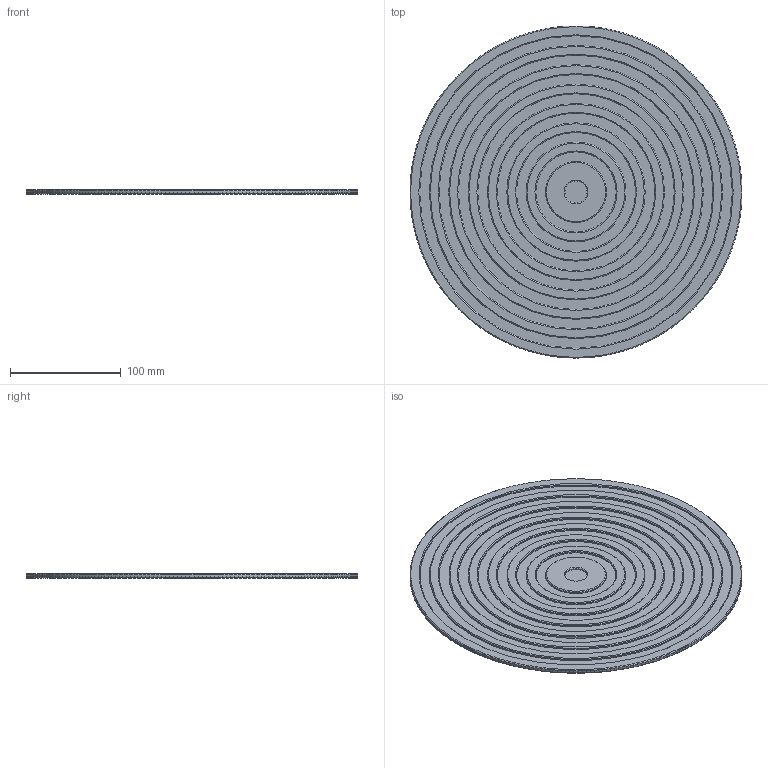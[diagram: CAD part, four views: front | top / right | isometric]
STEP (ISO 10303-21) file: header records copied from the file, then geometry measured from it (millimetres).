
FILE_DESCRIPTION(/* description */ ('','CAx-IF Rec.Pracs.---Representation and Presentation of Product Manufacturing Information (PMI)---4.0---2014-10-13'),/* implementation_level */ '2;1');
FILE_NAME(/* name */ 'SolarSystemRound-30cm v5.step',/* time_stamp */ '2025-01-04T19:25:22+08:00',/* author */ (''),/* organization */ (''),/* preprocessor_version */ 'ST-DEVELOPER v20',/* originating_system */ 'Autodesk Translation Framework v13.20.0.188',/* authorisation */ '');
FILE_SCHEMA (('AP242_MANAGED_MODEL_BASED_3D_ENGINEERING_MIM_LF { 1 0 10303 442 1 1 4 }'));
Length unit declared in the file: millimetre
Products named in the file (1): SolarSystemRound-30cm
Bounding box: 300 x 300 x 4 mm (x, y, z)
Volume: 214188.8 mm3; surface area: 155726.7 mm2
Topology: 1 solids, 1 shells, 815 faces, 1867 edges, 1069 vertices
Faces by surface type: plane 785, cone 15, cylinder 15
Full cylindrical faces by diameter (mm): 20 x1, 55 x1, 72.5 x1, 90 x1, 107.5 x1, 125 x1, 142.5 x1, 160 x1, 177.5 x1, 195 x1, 212.5 x1, 230 x1, 247.5 x1, 265 x1, 282.5 x1
Entity records: 21843 total; most frequent: CARTESIAN_POINT 3752, ORIENTED_EDGE 3734, DIRECTION 3544, EDGE_CURVE 1867, LINE 1822, VECTOR 1822, VERTEX_POINT 1069, AXIS2_PLACEMENT_3D 861
